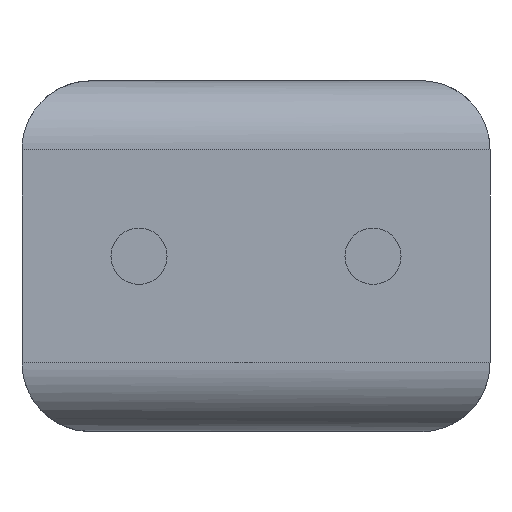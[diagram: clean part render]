
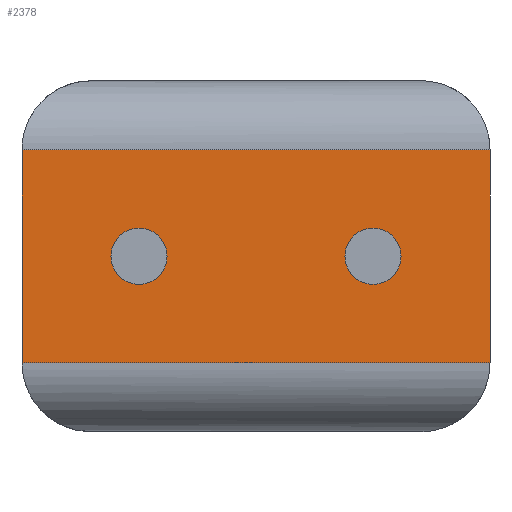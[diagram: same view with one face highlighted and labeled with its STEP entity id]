
A CAD part, front view. The second image highlights one B-rep face of the part: STEP entity #2378.
In plain terms, the highlighted planar face has unit normal (0, -1, 0).
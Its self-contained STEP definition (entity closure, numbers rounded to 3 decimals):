
#10 = PLANE ( 'NONE',  #1165 ) ;
#62 = CARTESIAN_POINT ( 'NONE',  ( -5.08, 0., 3.06 ) ) ;
#67 = DIRECTION ( 'NONE',  ( 0., 1., 0. ) ) ;
#75 = VERTEX_POINT ( 'NONE', #2180 ) ;
#116 = ORIENTED_EDGE ( 'NONE', *, *, #1750, .T. ) ;
#198 = CARTESIAN_POINT ( 'NONE',  ( 0., 0., 3.81 ) ) ;
#232 = ORIENTED_EDGE ( 'NONE', *, *, #963, .F. ) ;
#239 = FACE_BOUND ( 'NONE', #1816, .T. ) ;
#272 = AXIS2_PLACEMENT_3D ( 'NONE', #1347, #3330, #3628 ) ;
#338 = CARTESIAN_POINT ( 'NONE',  ( -1.575, 0., 1.905 ) ) ;
#378 = CIRCLE ( 'NONE', #2034, 0.305 ) ;
#443 = EDGE_CURVE ( 'NONE', #1277, #2985, #749, .T. ) ;
#460 = LINE ( 'NONE', #1403, #1908 ) ;
#503 = FACE_BOUND ( 'NONE', #2523, .T. ) ;
#562 = CARTESIAN_POINT ( 'NONE',  ( -1.27, 0., 1.905 ) ) ;
#572 = CARTESIAN_POINT ( 'NONE',  ( -1.27, 0., 1.905 ) ) ;
#581 = CIRCLE ( 'NONE', #272, 0.305 ) ;
#627 = EDGE_LOOP ( 'NONE', ( #2479, #116, #1899, #1590 ) ) ;
#637 = DIRECTION ( 'NONE',  ( 1., 0., 0. ) ) ;
#749 = LINE ( 'NONE', #3465, #2961 ) ;
#873 = CARTESIAN_POINT ( 'NONE',  ( -0.965, 0., 1.905 ) ) ;
#960 = VERTEX_POINT ( 'NONE', #1381 ) ;
#963 = EDGE_CURVE ( 'NONE', #960, #3681, #581, .T. ) ;
#1046 = AXIS2_PLACEMENT_3D ( 'NONE', #572, #2589, #2881 ) ;
#1165 = AXIS2_PLACEMENT_3D ( 'NONE', #3209, #67, #3242 ) ;
#1257 = CARTESIAN_POINT ( 'NONE',  ( -5.08, 0., 0.75 ) ) ;
#1277 = VERTEX_POINT ( 'NONE', #1257 ) ;
#1287 = AXIS2_PLACEMENT_3D ( 'NONE', #562, #3123, #2854 ) ;
#1347 = CARTESIAN_POINT ( 'NONE',  ( -3.81, 0., 1.905 ) ) ;
#1361 = CARTESIAN_POINT ( 'NONE',  ( -4.115, 0., 1.905 ) ) ;
#1381 = CARTESIAN_POINT ( 'NONE',  ( -3.505, 0., 1.905 ) ) ;
#1403 = CARTESIAN_POINT ( 'NONE',  ( -5.08, 0., 3.81 ) ) ;
#1420 = EDGE_CURVE ( 'NONE', #75, #2985, #2924, .T. ) ;
#1424 = DIRECTION ( 'NONE',  ( 0., 0., -1. ) ) ;
#1590 = ORIENTED_EDGE ( 'NONE', *, *, #443, .T. ) ;
#1603 = CARTESIAN_POINT ( 'NONE',  ( 0., 0., 0.75 ) ) ;
#1750 = EDGE_CURVE ( 'NONE', #75, #1852, #1873, .T. ) ;
#1816 = EDGE_LOOP ( 'NONE', ( #3584, #232 ) ) ;
#1852 = VERTEX_POINT ( 'NONE', #62 ) ;
#1873 = LINE ( 'NONE', #3165, #2414 ) ;
#1899 = ORIENTED_EDGE ( 'NONE', *, *, #2257, .T. ) ;
#1908 = VECTOR ( 'NONE', #1424, 1000. ) ;
#1946 = DIRECTION ( 'NONE',  ( 0., -1., 0. ) ) ;
#1948 = FACE_OUTER_BOUND ( 'NONE', #627, .T. ) ;
#2034 = AXIS2_PLACEMENT_3D ( 'NONE', #3085, #1946, #3325 ) ;
#2038 = ORIENTED_EDGE ( 'NONE', *, *, #3297, .T. ) ;
#2068 = EDGE_CURVE ( 'NONE', #3681, #960, #378, .T. ) ;
#2112 = VECTOR ( 'NONE', #2500, 1000. ) ;
#2180 = CARTESIAN_POINT ( 'NONE',  ( 0., 0., 3.06 ) ) ;
#2257 = EDGE_CURVE ( 'NONE', #1852, #1277, #460, .T. ) ;
#2378 = ADVANCED_FACE ( 'NONE', ( #503, #1948, #239 ), #10, .F. ) ;
#2414 = VECTOR ( 'NONE', #3427, 1000. ) ;
#2479 = ORIENTED_EDGE ( 'NONE', *, *, #1420, .F. ) ;
#2500 = DIRECTION ( 'NONE',  ( 0., 0., -1. ) ) ;
#2523 = EDGE_LOOP ( 'NONE', ( #2038, #3318 ) ) ;
#2589 = DIRECTION ( 'NONE',  ( 0., 1., 0. ) ) ;
#2602 = EDGE_CURVE ( 'NONE', #3245, #3409, #3200, .T. ) ;
#2854 = DIRECTION ( 'NONE',  ( -1., 0., 0. ) ) ;
#2881 = DIRECTION ( 'NONE',  ( -1., 0., 0. ) ) ;
#2924 = LINE ( 'NONE', #198, #2112 ) ;
#2961 = VECTOR ( 'NONE', #637, 1000. ) ;
#2985 = VERTEX_POINT ( 'NONE', #1603 ) ;
#3085 = CARTESIAN_POINT ( 'NONE',  ( -3.81, 0., 1.905 ) ) ;
#3123 = DIRECTION ( 'NONE',  ( 0., 1., 0. ) ) ;
#3165 = CARTESIAN_POINT ( 'NONE',  ( 0., 0., 3.06 ) ) ;
#3200 = CIRCLE ( 'NONE', #1287, 0.305 ) ;
#3209 = CARTESIAN_POINT ( 'NONE',  ( 0., 0., 3.81 ) ) ;
#3242 = DIRECTION ( 'NONE',  ( -1., 0., 0. ) ) ;
#3245 = VERTEX_POINT ( 'NONE', #873 ) ;
#3297 = EDGE_CURVE ( 'NONE', #3409, #3245, #3305, .T. ) ;
#3305 = CIRCLE ( 'NONE', #1046, 0.305 ) ;
#3318 = ORIENTED_EDGE ( 'NONE', *, *, #2602, .T. ) ;
#3325 = DIRECTION ( 'NONE',  ( -1., 0., 0. ) ) ;
#3330 = DIRECTION ( 'NONE',  ( 0., -1., 0. ) ) ;
#3409 = VERTEX_POINT ( 'NONE', #338 ) ;
#3427 = DIRECTION ( 'NONE',  ( -1., 0., 0. ) ) ;
#3465 = CARTESIAN_POINT ( 'NONE',  ( 0., 0., 0.75 ) ) ;
#3584 = ORIENTED_EDGE ( 'NONE', *, *, #2068, .F. ) ;
#3628 = DIRECTION ( 'NONE',  ( -1., 0., 0. ) ) ;
#3681 = VERTEX_POINT ( 'NONE', #1361 ) ;
